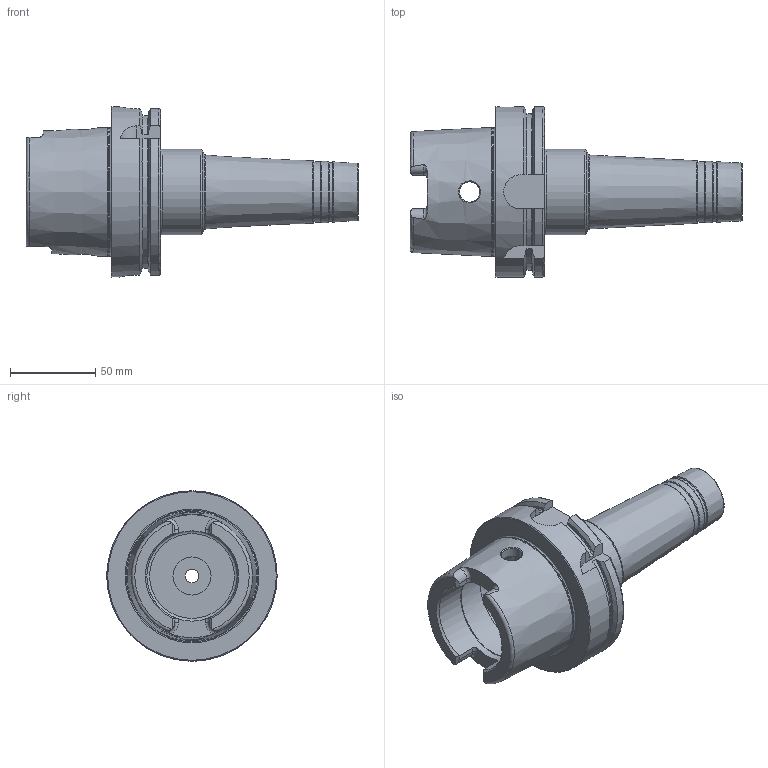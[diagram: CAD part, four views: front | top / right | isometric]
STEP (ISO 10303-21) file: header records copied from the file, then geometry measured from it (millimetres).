
FILE_DESCRIPTION(/* description */ (''),/* implementation_level */ '2;1');
FILE_NAME(/* name */ 'WR110HMC.stp',/* time_stamp */ '2024-12-16T09:02:04+09:00',/* author */ ('YSH'),/* organization */ (''),/* preprocessor_version */ 'ST-DEVELOPER v20',/* originating_system */ 'Autodesk Inventor 2025',/* authorisation */ '');
FILE_SCHEMA (('AUTOMOTIVE_DESIGN { 1 0 10303 214 3 1 1 }'));
Length unit declared in the file: millimetre
Products named in the file (1): LO-HSK100A-HMC19.05-145
Bounding box: 195 x 100 x 100 mm (x, y, z)
Volume: 390147.3 mm3; surface area: 68951.3 mm2
Topology: 1 solids, 1 shells, 135 faces, 368 edges, 240 vertices
Faces by surface type: plane 38, torus 36, cylinder 35, cone 24, bspline 2
Full cylindrical faces by diameter (mm): 8 x1, 10 x1, 12 x2, 14.917 x1, 19.05 x1, 19.4 x1, 22.376 x1, 25 x1, 50 x1, 53 x2, 63 x1, 75.415 x1, 100 x1
Entity records: 5119 total; most frequent: CARTESIAN_POINT 1622, DIRECTION 756, ORIENTED_EDGE 736, EDGE_CURVE 368, AXIS2_PLACEMENT_3D 322, VERTEX_POINT 240, CIRCLE 180, EDGE_LOOP 146
